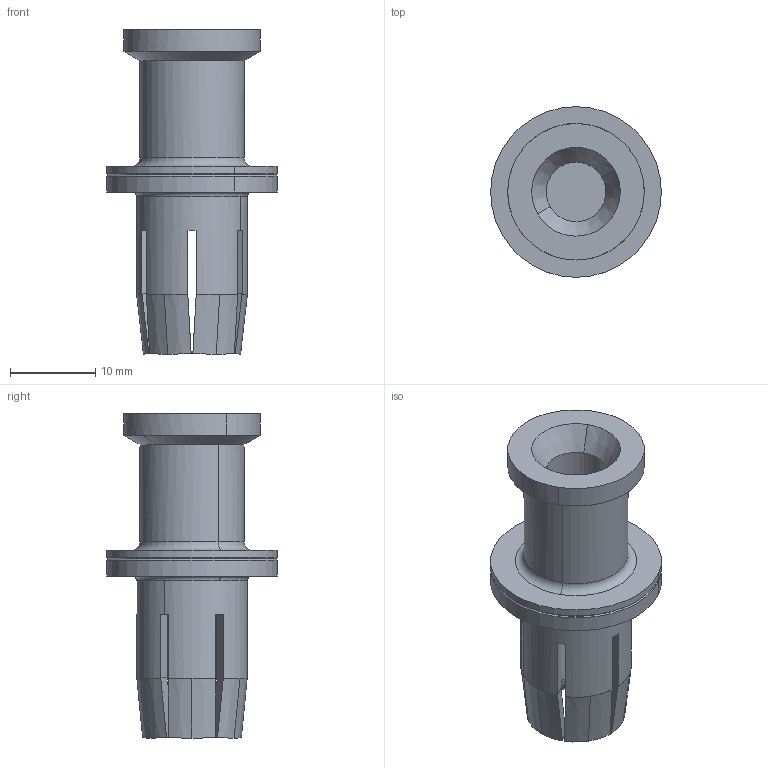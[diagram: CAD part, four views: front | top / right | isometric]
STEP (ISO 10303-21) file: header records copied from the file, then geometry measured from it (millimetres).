
FILE_DESCRIPTION(('CoCreate Modeling STEP Export'),'2;1');
FILE_NAME('CYFA_25.stp','2009-02-03T 8:42:07',(''),(''),'CoCreate Modeling STEP processor for AP214 (Solid Model)','CoCreate Modeling 16.00A 16-Aug-2008 (C) Parametric Technology GmbH','');
FILE_SCHEMA(('AUTOMOTIVE_DESIGN { 1 0 10303 214 1 1 1 1 }'));
Length unit declared in the file: millimetre
Products named in the file (2): CYFA_25
Assembly tree (1 placements, depth 2):
  CYFA_25
    CYFA_25
Bounding box: 20 x 20 x 38 mm (x, y, z)
Volume: 3610.6 mm3; surface area: 3212.6 mm2
Topology: 1 solids, 1 shells, 157 faces, 431 edges, 279 vertices
Faces by surface type: cone 80, plane 35, torus 28, cylinder 14
Entity records: 6609 total; most frequent: CARTESIAN_POINT 3207, ORIENTED_EDGE 862, DIRECTION 464, EDGE_CURVE 431, VERTEX_POINT 279, AXIS2_PLACEMENT_3D 185, EDGE_LOOP 160, FACE_OUTER_BOUND 157
